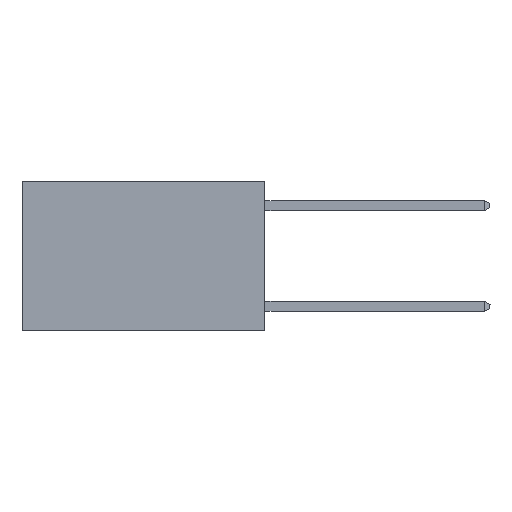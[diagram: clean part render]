
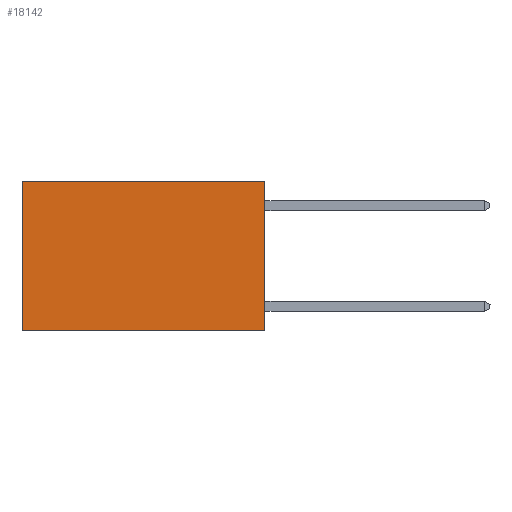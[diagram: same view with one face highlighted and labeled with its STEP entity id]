
A CAD part, left-side view. The second image highlights one B-rep face of the part: STEP entity #18142.
In plain terms, the highlighted planar face has unit normal (-1, 0, 0).
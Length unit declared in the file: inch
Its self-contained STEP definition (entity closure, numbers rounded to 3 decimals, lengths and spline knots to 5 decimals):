
#599 = EDGE_CURVE ( 'NONE', #2003, #20324, #9690, .T. ) ;
#1921 = EDGE_CURVE ( 'NONE', #21921, #2003, #3789, .T. ) ;
#2003 = VERTEX_POINT ( 'NONE', #7099 ) ;
#2052 = EDGE_CURVE ( 'NONE', #21921, #16987, #18415, .T. ) ;
#2769 = DIRECTION ( 'NONE',  ( 1., 0., 0. ) ) ;
#3531 = CARTESIAN_POINT ( 'NONE',  ( 0.2625, 0.6, 0. ) ) ;
#3789 = LINE ( 'NONE', #5160, #16560 ) ;
#3831 = VECTOR ( 'NONE', #11367, 39.37008 ) ;
#5064 = CARTESIAN_POINT ( 'NONE',  ( 0.2625, 0.6, -0.37 ) ) ;
#5087 = EDGE_LOOP ( 'NONE', ( #8183, #20058, #19616, #17969 ) ) ;
#5160 = CARTESIAN_POINT ( 'NONE',  ( 0.2625, 0., 0. ) ) ;
#5738 = FACE_OUTER_BOUND ( 'NONE', #5087, .T. ) ;
#5910 = CARTESIAN_POINT ( 'NONE',  ( 0.2625, 0.6, 0. ) ) ;
#7099 = CARTESIAN_POINT ( 'NONE',  ( 0.2625, 0., -0.37 ) ) ;
#7148 = EDGE_CURVE ( 'NONE', #16987, #20324, #20140, .T. ) ;
#8183 = ORIENTED_EDGE ( 'NONE', *, *, #7148, .T. ) ;
#9117 = DIRECTION ( 'NONE',  ( 0., 1., 0. ) ) ;
#9690 = LINE ( 'NONE', #17660, #3831 ) ;
#9892 = PLANE ( 'NONE',  #17335 ) ;
#10424 = DIRECTION ( 'NONE',  ( 0., 0., -1. ) ) ;
#11015 = CARTESIAN_POINT ( 'NONE',  ( 0.2625, 0., 0. ) ) ;
#11136 = DIRECTION ( 'NONE',  ( 0., 0., -1. ) ) ;
#11367 = DIRECTION ( 'NONE',  ( 0., 1., 0. ) ) ;
#11545 = CARTESIAN_POINT ( 'NONE',  ( 0.2625, 0., 0. ) ) ;
#14440 = VECTOR ( 'NONE', #9117, 39.37008 ) ;
#14993 = DIRECTION ( 'NONE',  ( 0., 0., -1. ) ) ;
#16560 = VECTOR ( 'NONE', #10424, 39.37008 ) ;
#16720 = VECTOR ( 'NONE', #11136, 39.37008 ) ;
#16987 = VERTEX_POINT ( 'NONE', #3531 ) ;
#17335 = AXIS2_PLACEMENT_3D ( 'NONE', #11545, #2769, #14993 ) ;
#17660 = CARTESIAN_POINT ( 'NONE',  ( 0.2625, 0., -0.37 ) ) ;
#17969 = ORIENTED_EDGE ( 'NONE', *, *, #2052, .T. ) ;
#18142 = ADVANCED_FACE ( 'NONE', ( #5738 ), #9892, .F. ) ;
#18415 = LINE ( 'NONE', #20951, #14440 ) ;
#19616 = ORIENTED_EDGE ( 'NONE', *, *, #1921, .F. ) ;
#20058 = ORIENTED_EDGE ( 'NONE', *, *, #599, .F. ) ;
#20140 = LINE ( 'NONE', #5910, #16720 ) ;
#20324 = VERTEX_POINT ( 'NONE', #5064 ) ;
#20951 = CARTESIAN_POINT ( 'NONE',  ( 0.2625, 0., 0. ) ) ;
#21921 = VERTEX_POINT ( 'NONE', #11015 ) ;
